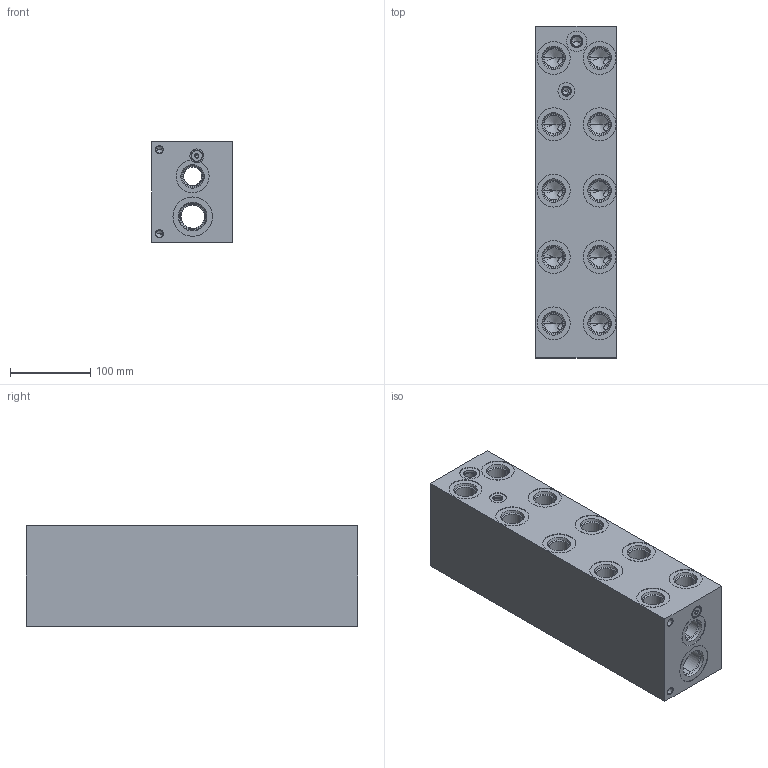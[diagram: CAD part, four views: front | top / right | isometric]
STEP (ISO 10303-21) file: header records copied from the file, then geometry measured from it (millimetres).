
FILE_DESCRIPTION((''),'2;1');
FILE_NAME('VRR_ASM','2023-02-22T',('ProEService'),(''),'PRO/ENGINEER BY PARAMETRIC TECHNOLOGY CORPORATION, 2014200','PRO/ENGINEER BY PARAMETRIC TECHNOLOGY CORPORATION, 2014200','');
FILE_SCHEMA(('CONFIG_CONTROL_DESIGN'));
Length unit declared in the file: inch
Products named in the file (3): 153-408-002; A330-006-004; VRR_ASM
Assembly tree (3 placements, depth 2):
  VRR_ASM
    153-408-002
    A330-006-004  x2
Bounding box: 100.03 x 412.75 x 125.43 mm (x, y, z)
Volume: 4261635.1 mm3; surface area: 381920.2 mm2
Topology: 3 solids, 3 shells, 577 faces, 2005 edges, 1674 vertices
Faces by surface type: cone 285, cylinder 230, plane 56, torus 6
Entity records: 22402 total; most frequent: CARTESIAN_POINT 6656, DIRECTION 3397, ORIENTED_EDGE 2836, EDGE_CURVE 1418, AXIS2_PLACEMENT_3D 1211, VECTOR 975, LINE 975, VERTEX_POINT 914
